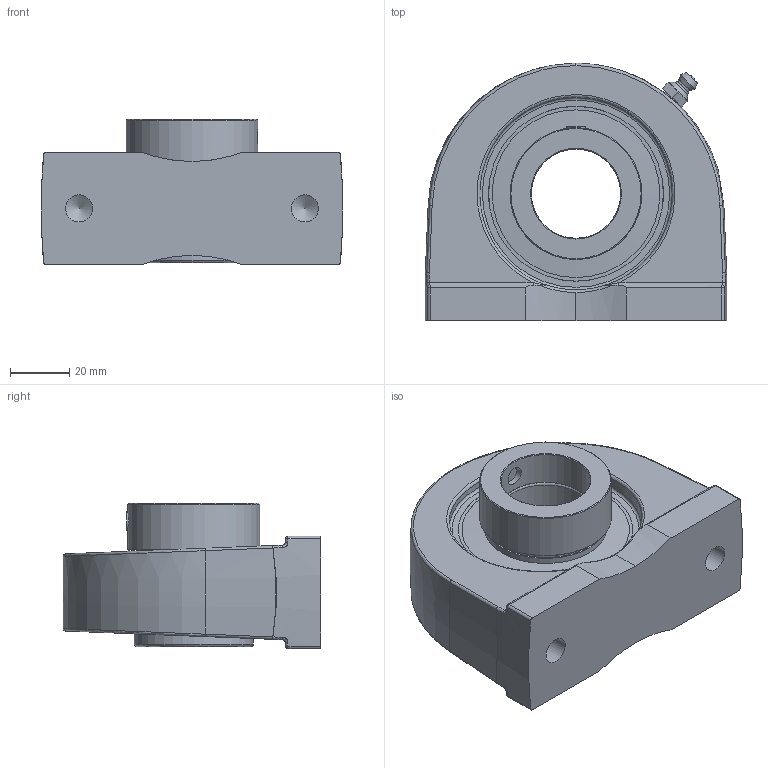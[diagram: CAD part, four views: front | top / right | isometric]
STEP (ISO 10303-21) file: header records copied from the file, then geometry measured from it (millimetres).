
FILE_DESCRIPTION(('HOOPS Exchange Step'),'2;1');
FILE_NAME('export-7031CB34-E708-446A-8304-4E89665416C6.stp','2019-12-13T14:51:45-08:00',('ibuslach'),('Alibre'),'HOOPS Exchange 2019.2','Alibre','Unknown authorisation');
FILE_SCHEMA( ('AP242_MANAGED_MODEL_BASED_3D_ENGINEERING_MIM_LF {1 0 10303 442 1 1 4 }') );
Length unit declared in the file: centimetre
Products named in the file (8): MRN SPA 206 (NO LETTERING); UCP ZERK 6mm; SHC 206-19 Races; SHC 206-19 Flinger; SHC 206-19 Collar; SHC 204 SS; MRN SHC 206-19; MRN SHCPA 206-19
Assembly tree (7 placements, depth 3):
  MRN SHCPA 206-19
    MRN SPA 206 (NO LETTERING)
    UCP ZERK 6mm
    MRN SHC 206-19
      SHC 206-19 Races
      SHC 206-19 Flinger
      SHC 206-19 Collar
      SHC 204 SS
Bounding box: 101.91 x 87 x 49.1 mm (x, y, z)
Volume: 185691.4 mm3; surface area: 60194.8 mm2
Topology: 18 solids, 18 shells, 212 faces, 553 edges, 348 vertices
Faces by surface type: cylinder 59, plane 51, bspline 30, sphere 26, cone 24, torus 22
Full cylindrical faces by diameter (mm): 2.005 x2, 6 x2, 6.35 x3, 9.144 x2, 30.162 x2, 37.631 x1, 37.643 x1, 40.259 x4, 41.275 x2, 44.5 x1, 55.093 x2, 56.642 x4, 65.017 x2
Entity records: 14156 total; most frequent: CARTESIAN_POINT 8955, DIRECTION 1064, ORIENTED_EDGE 1038, EDGE_CURVE 519, AXIS2_PLACEMENT_3D 459, VERTEX_POINT 348, CIRCLE 240, EDGE_LOOP 237
